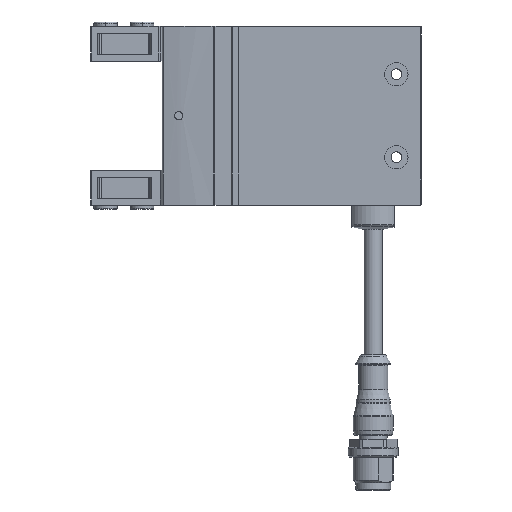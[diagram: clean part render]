
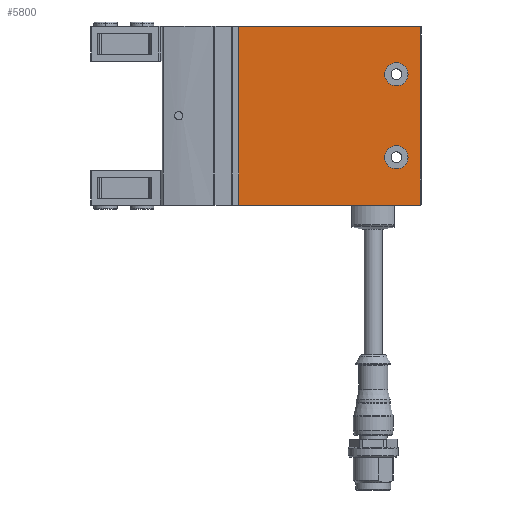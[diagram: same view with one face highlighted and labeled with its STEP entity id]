
A CAD part, left-side view. The second image highlights one B-rep face of the part: STEP entity #5800.
In plain terms, the highlighted planar face has unit normal (-1, 0, 0).
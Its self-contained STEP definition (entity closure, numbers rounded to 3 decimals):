
#173=LINE('',#8189,#556);
#212=LINE('',#8301,#595);
#249=LINE('',#8413,#632);
#556=VECTOR('',#6753,1000.);
#595=VECTOR('',#6832,1000.);
#632=VECTOR('',#6913,1000.);
#891=PLANE('',#6167);
#1112=CIRCLE('',#6168,3.5);
#1113=CIRCLE('',#6169,3.5);
#1114=CIRCLE('',#6170,0.5);
#1115=CIRCLE('',#6171,0.5);
#1482=ORIENTED_EDGE('',*,*,#2666,.F.);
#1483=ORIENTED_EDGE('',*,*,#2667,.F.);
#1484=ORIENTED_EDGE('',*,*,#2611,.T.);
#1485=ORIENTED_EDGE('',*,*,#2668,.F.);
#1486=ORIENTED_EDGE('',*,*,#2669,.T.);
#1487=ORIENTED_EDGE('',*,*,#2670,.F.);
#1488=ORIENTED_EDGE('',*,*,#2553,.F.);
#1489=ORIENTED_EDGE('',*,*,#2671,.T.);
#2553=EDGE_CURVE('',#3148,#3149,#173,.T.);
#2611=EDGE_CURVE('',#3201,#3200,#212,.T.);
#2666=EDGE_CURVE('',#3251,#3251,#1112,.T.);
#2667=EDGE_CURVE('',#3252,#3252,#1113,.T.);
#2668=EDGE_CURVE('',#3253,#3200,#1114,.T.);
#2669=EDGE_CURVE('',#3253,#3254,#249,.F.);
#2670=EDGE_CURVE('',#3149,#3254,#1115,.T.);
#2671=EDGE_CURVE('',#3148,#3201,#3485,.T.);
#3148=VERTEX_POINT('',#8190);
#3149=VERTEX_POINT('',#8191);
#3200=VERTEX_POINT('',#8300);
#3201=VERTEX_POINT('',#8302);
#3251=VERTEX_POINT('',#8408);
#3252=VERTEX_POINT('',#8410);
#3253=VERTEX_POINT('',#8412);
#3254=VERTEX_POINT('',#8414);
#3485=B_SPLINE_CURVE_WITH_KNOTS('',3,(#8416,#8417,#8418,#8419),
 .UNSPECIFIED.,.F.,.F.,(4,4),(0.,1.),.UNSPECIFIED.);
#3541=EDGE_LOOP('',(#1482));
#3542=EDGE_LOOP('',(#1483));
#3543=EDGE_LOOP('',(#1484,#1485,#1486,#1487,#1488,#1489));
#3918=FACE_BOUND('',#3541,.T.);
#3919=FACE_BOUND('',#3542,.T.);
#3920=FACE_BOUND('',#3543,.T.);
#5800=ADVANCED_FACE('',(#3918,#3919,#3920),#891,.F.);
#6167=AXIS2_PLACEMENT_3D('',#8406,#6905,#6906);
#6168=AXIS2_PLACEMENT_3D('',#8407,#6907,#6908);
#6169=AXIS2_PLACEMENT_3D('',#8409,#6909,#6910);
#6170=AXIS2_PLACEMENT_3D('',#8411,#6911,#6912);
#6171=AXIS2_PLACEMENT_3D('',#8415,#6914,#6915);
#6753=DIRECTION('',(0.,-1.,0.));
#6832=DIRECTION('',(0.,-1.,0.));
#6905=DIRECTION('',(1.,0.,0.));
#6906=DIRECTION('',(0.,0.,-1.));
#6907=DIRECTION('',(-1.,0.,0.));
#6908=DIRECTION('',(0.,0.,1.));
#6909=DIRECTION('',(-1.,0.,0.));
#6910=DIRECTION('',(0.,0.,1.));
#6911=DIRECTION('',(1.,0.,0.));
#6912=DIRECTION('',(0.,0.,-1.));
#6913=DIRECTION('',(0.,0.,-1.));
#6914=DIRECTION('',(1.,0.,0.));
#6915=DIRECTION('',(0.,0.,-1.));
#8189=CARTESIAN_POINT('',(-13.,55.,26.9));
#8190=CARTESIAN_POINT('',(-12.998,55.,26.9));
#8191=CARTESIAN_POINT('',(-13.,0.5,26.9));
#8300=CARTESIAN_POINT('',(-13.,0.5,-26.9));
#8301=CARTESIAN_POINT('',(-13.,55.,-26.9));
#8302=CARTESIAN_POINT('',(-12.998,55.,-26.9));
#8406=CARTESIAN_POINT('',(-13.,55.,26.9));
#8407=CARTESIAN_POINT('',(-13.,7.5,-12.5));
#8408=CARTESIAN_POINT('',(-13.,7.5,-9.));
#8409=CARTESIAN_POINT('',(-13.,7.5,12.5));
#8410=CARTESIAN_POINT('',(-13.,7.5,16.));
#8411=CARTESIAN_POINT('',(-13.,0.5,-26.4));
#8412=CARTESIAN_POINT('',(-13.,0.401,-26.89));
#8413=CARTESIAN_POINT('',(-13.,0.401,26.9));
#8414=CARTESIAN_POINT('',(-13.,0.401,26.89));
#8415=CARTESIAN_POINT('',(-13.,0.5,26.4));
#8416=CARTESIAN_POINT('',(-13.,55.,26.9));
#8417=CARTESIAN_POINT('',(-13.,55.,8.967));
#8418=CARTESIAN_POINT('',(-13.,55.,-8.967));
#8419=CARTESIAN_POINT('',(-13.,55.,-26.9));
